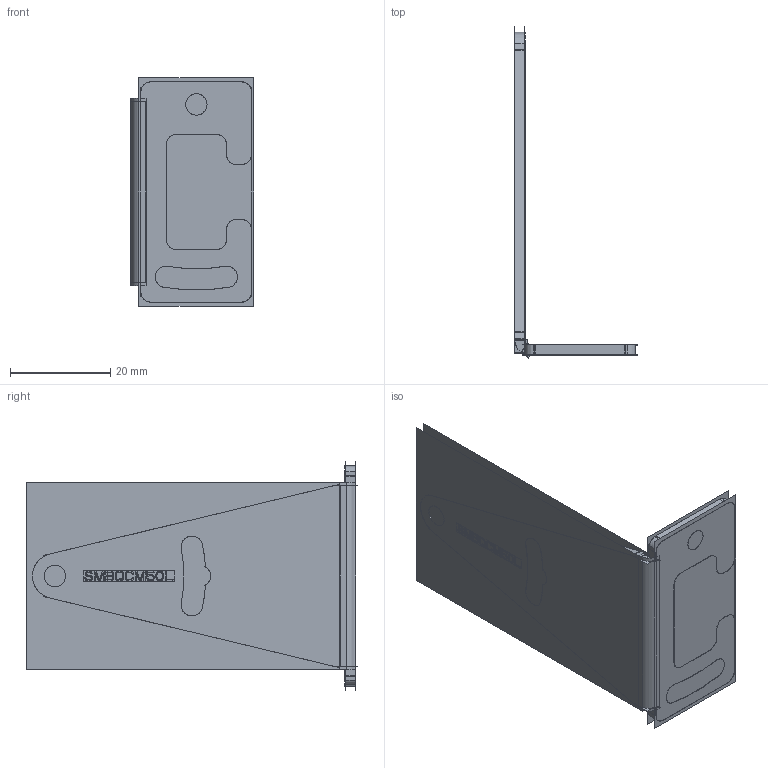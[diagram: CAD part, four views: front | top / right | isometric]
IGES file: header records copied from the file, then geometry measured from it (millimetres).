
Start section:  PTC IGES file: 210972.igs
Global section: file name: 210972.igs; native system: Creo Parametric by PTC Inc.; preprocessor: 2018300; author: pdmadmin; organization: Unknown; date: 20190419.103045; units: millimetre
Bounding box: 24.64 x 66.3 x 45.76 mm (x, y, z)
Volume: 3789.8 mm3; surface area: 31993.1 mm2
Topology: 1 solids, 1 shells, 734 faces, 3622 edges, 4376 vertices
Faces by surface type: bspline 676, revolution 58
